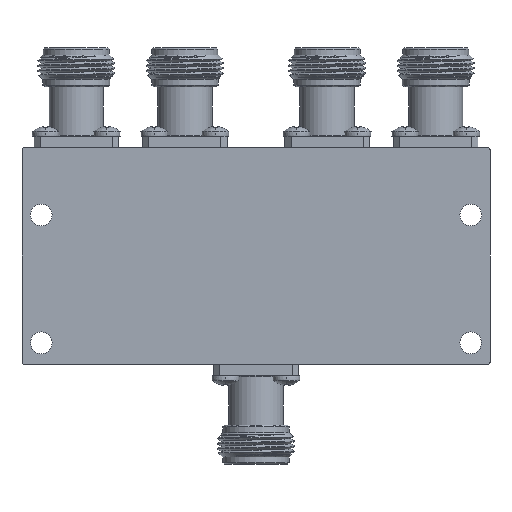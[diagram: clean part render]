
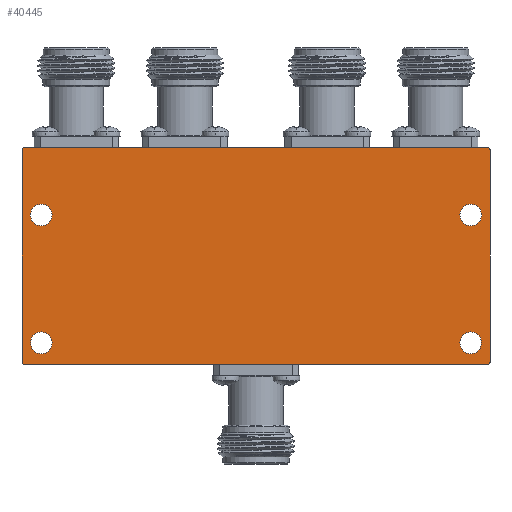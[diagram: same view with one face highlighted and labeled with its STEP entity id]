
A CAD part, front view. The second image highlights one B-rep face of the part: STEP entity #40445.
In plain terms, the highlighted planar face has unit normal (0, -1, 0).
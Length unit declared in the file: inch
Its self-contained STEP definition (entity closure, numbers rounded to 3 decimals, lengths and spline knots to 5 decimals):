
#390 = EDGE_CURVE ( 'NONE', #20671, #23199, #37698, .T. ) ;
#1190 = DIRECTION ( 'NONE',  ( 0., 1., 0. ) ) ;
#1667 = EDGE_CURVE ( 'NONE', #37267, #10282, #6191, .T. ) ;
#2027 = ORIENTED_EDGE ( 'NONE', *, *, #2269, .T. ) ;
#2269 = EDGE_CURVE ( 'NONE', #27376, #39742, #6183, .T. ) ;
#2611 = ORIENTED_EDGE ( 'NONE', *, *, #36328, .T. ) ;
#2674 = LINE ( 'NONE', #6496, #30066 ) ;
#2735 = VERTEX_POINT ( 'NONE', #31858 ) ;
#2913 = CIRCLE ( 'NONE', #25140, 0.08858 ) ;
#3262 = CARTESIAN_POINT ( 'NONE',  ( -1.90945, -0.3937, 0.86583 ) ) ;
#3301 = DIRECTION ( 'NONE',  ( 0., 0., 1. ) ) ;
#4322 = VERTEX_POINT ( 'NONE', #28508 ) ;
#5081 = CARTESIAN_POINT ( 'NONE',  ( -1.90945, -0.3937, 0.86583 ) ) ;
#5390 = CARTESIAN_POINT ( 'NONE',  ( 1.88945, -0.3937, -0.88583 ) ) ;
#5665 = CIRCLE ( 'NONE', #6372, 0.02 ) ;
#5683 = ORIENTED_EDGE ( 'NONE', *, *, #43700, .T. ) ;
#5832 = DIRECTION ( 'NONE',  ( 0., 0., -1. ) ) ;
#5892 = CARTESIAN_POINT ( 'NONE',  ( 1.90945, -0.3937, 0.86583 ) ) ;
#6177 = DIRECTION ( 'NONE',  ( 0., 1., 0. ) ) ;
#6183 = CIRCLE ( 'NONE', #18350, 0.08858 ) ;
#6191 = LINE ( 'NONE', #3262, #9090 ) ;
#6372 = AXIS2_PLACEMENT_3D ( 'NONE', #9927, #27436, #33284 ) ;
#6496 = CARTESIAN_POINT ( 'NONE',  ( 1.90945, -0.3937, 0.86583 ) ) ;
#6582 = FACE_BOUND ( 'NONE', #43716, .T. ) ;
#6761 = ORIENTED_EDGE ( 'NONE', *, *, #39080, .T. ) ;
#6970 = CIRCLE ( 'NONE', #17736, 0.02 ) ;
#7118 = DIRECTION ( 'NONE',  ( 0., 1., 0. ) ) ;
#7676 = ORIENTED_EDGE ( 'NONE', *, *, #8367, .T. ) ;
#7901 = DIRECTION ( 'NONE',  ( 0., 1., 0. ) ) ;
#8367 = EDGE_CURVE ( 'NONE', #25649, #29354, #2913, .T. ) ;
#8712 = DIRECTION ( 'NONE',  ( 0., 0., 1. ) ) ;
#9090 = VECTOR ( 'NONE', #19887, 39.37008 ) ;
#9339 = DIRECTION ( 'NONE',  ( 0., 0., -1. ) ) ;
#9429 = EDGE_LOOP ( 'NONE', ( #2027, #2611 ) ) ;
#9558 = CARTESIAN_POINT ( 'NONE',  ( -1.88945, -0.3937, 0.86583 ) ) ;
#9836 = CARTESIAN_POINT ( 'NONE',  ( -1.75197, -0.3937, 0.42323 ) ) ;
#9927 = CARTESIAN_POINT ( 'NONE',  ( -1.88945, -0.3937, -0.86583 ) ) ;
#10094 = DIRECTION ( 'NONE',  ( 0., 0., 1. ) ) ;
#10282 = VERTEX_POINT ( 'NONE', #5081 ) ;
#10894 = VERTEX_POINT ( 'NONE', #5390 ) ;
#10941 = CIRCLE ( 'NONE', #23175, 0.08858 ) ;
#11060 = DIRECTION ( 'NONE',  ( 0., 0., 1. ) ) ;
#11106 = CARTESIAN_POINT ( 'NONE',  ( 1.75197, -0.3937, -0.79724 ) ) ;
#11484 = CARTESIAN_POINT ( 'NONE',  ( 1.75197, -0.3937, 0.33465 ) ) ;
#12178 = EDGE_CURVE ( 'NONE', #18623, #34149, #15068, .T. ) ;
#13105 = FACE_BOUND ( 'NONE', #36815, .T. ) ;
#13484 = ORIENTED_EDGE ( 'NONE', *, *, #18299, .F. ) ;
#13620 = CARTESIAN_POINT ( 'NONE',  ( -1.75197, -0.3937, 0.24606 ) ) ;
#13622 = EDGE_CURVE ( 'NONE', #10894, #2735, #41976, .T. ) ;
#13955 = DIRECTION ( 'NONE',  ( 0., 0., 1. ) ) ;
#13974 = FACE_BOUND ( 'NONE', #9429, .T. ) ;
#15068 = CIRCLE ( 'NONE', #35859, 0.02 ) ;
#15296 = AXIS2_PLACEMENT_3D ( 'NONE', #11484, #7901, #35501 ) ;
#15472 = CARTESIAN_POINT ( 'NONE',  ( 1.75197, -0.3937, -0.70866 ) ) ;
#15495 = AXIS2_PLACEMENT_3D ( 'NONE', #24069, #17751, #31217 ) ;
#16168 = ORIENTED_EDGE ( 'NONE', *, *, #12178, .F. ) ;
#16468 = CARTESIAN_POINT ( 'NONE',  ( -1.90945, -0.3937, -0.86583 ) ) ;
#16469 = ORIENTED_EDGE ( 'NONE', *, *, #39350, .F. ) ;
#16788 = CARTESIAN_POINT ( 'NONE',  ( 1.75197, -0.3937, -0.70866 ) ) ;
#17291 = CARTESIAN_POINT ( 'NONE',  ( 1.88945, -0.3937, 0.86583 ) ) ;
#17355 = FACE_OUTER_BOUND ( 'NONE', #22849, .T. ) ;
#17736 = AXIS2_PLACEMENT_3D ( 'NONE', #9558, #39422, #9339 ) ;
#17751 = DIRECTION ( 'NONE',  ( 0., 1., 0. ) ) ;
#17916 = ORIENTED_EDGE ( 'NONE', *, *, #13622, .F. ) ;
#18025 = CARTESIAN_POINT ( 'NONE',  ( 1.75197, -0.3937, 0.33465 ) ) ;
#18128 = AXIS2_PLACEMENT_3D ( 'NONE', #26621, #6177, #43209 ) ;
#18299 = EDGE_CURVE ( 'NONE', #10282, #4322, #6970, .T. ) ;
#18350 = AXIS2_PLACEMENT_3D ( 'NONE', #21365, #34603, #13955 ) ;
#18623 = VERTEX_POINT ( 'NONE', #36229 ) ;
#18901 = ORIENTED_EDGE ( 'NONE', *, *, #390, .T. ) ;
#19528 = EDGE_LOOP ( 'NONE', ( #18901, #6761 ) ) ;
#19579 = CIRCLE ( 'NONE', #15296, 0.08858 ) ;
#19887 = DIRECTION ( 'NONE',  ( 0., 0., 1. ) ) ;
#20084 = ORIENTED_EDGE ( 'NONE', *, *, #39653, .T. ) ;
#20671 = VERTEX_POINT ( 'NONE', #11106 ) ;
#21174 = DIRECTION ( 'NONE',  ( 0., 1., 0. ) ) ;
#21365 = CARTESIAN_POINT ( 'NONE',  ( -1.75197, -0.3937, -0.70866 ) ) ;
#21804 = ORIENTED_EDGE ( 'NONE', *, *, #21870, .F. ) ;
#21870 = EDGE_CURVE ( 'NONE', #4322, #18623, #33198, .T. ) ;
#21955 = AXIS2_PLACEMENT_3D ( 'NONE', #15472, #26625, #8712 ) ;
#22334 = CARTESIAN_POINT ( 'NONE',  ( 1.90945, -0.3937, -0.86583 ) ) ;
#22849 = EDGE_LOOP ( 'NONE', ( #13484, #27577, #33209, #17916, #16469, #35485, #16168, #21804 ) ) ;
#23175 = AXIS2_PLACEMENT_3D ( 'NONE', #16788, #7118, #3301 ) ;
#23199 = VERTEX_POINT ( 'NONE', #26419 ) ;
#23363 = CARTESIAN_POINT ( 'NONE',  ( -1.75197, -0.3937, -0.70866 ) ) ;
#24069 = CARTESIAN_POINT ( 'NONE',  ( -1.75197, -0.3937, 0.33465 ) ) ;
#24654 = AXIS2_PLACEMENT_3D ( 'NONE', #31043, #34620, #30609 ) ;
#24716 = CARTESIAN_POINT ( 'NONE',  ( -1.88945, -0.3937, -0.88583 ) ) ;
#24794 = CARTESIAN_POINT ( 'NONE',  ( -1.75197, -0.3937, 0.33465 ) ) ;
#25140 = AXIS2_PLACEMENT_3D ( 'NONE', #24794, #1190, #31523 ) ;
#25649 = VERTEX_POINT ( 'NONE', #13620 ) ;
#25814 = DIRECTION ( 'NONE',  ( 1., 0., 0. ) ) ;
#26027 = CIRCLE ( 'NONE', #18128, 0.02 ) ;
#26409 = VECTOR ( 'NONE', #25814, 39.37008 ) ;
#26419 = CARTESIAN_POINT ( 'NONE',  ( 1.75197, -0.3937, -0.62008 ) ) ;
#26508 = DIRECTION ( 'NONE',  ( 0., 1., 0. ) ) ;
#26621 = CARTESIAN_POINT ( 'NONE',  ( 1.88945, -0.3937, -0.86583 ) ) ;
#26625 = DIRECTION ( 'NONE',  ( 0., 1., 0. ) ) ;
#26734 = EDGE_CURVE ( 'NONE', #34149, #42025, #2674, .T. ) ;
#27376 = VERTEX_POINT ( 'NONE', #37305 ) ;
#27436 = DIRECTION ( 'NONE',  ( 0., 1., 0. ) ) ;
#27577 = ORIENTED_EDGE ( 'NONE', *, *, #1667, .F. ) ;
#28508 = CARTESIAN_POINT ( 'NONE',  ( -1.88945, -0.3937, 0.88583 ) ) ;
#29354 = VERTEX_POINT ( 'NONE', #9836 ) ;
#30016 = AXIS2_PLACEMENT_3D ( 'NONE', #23363, #33677, #10094 ) ;
#30066 = VECTOR ( 'NONE', #5832, 39.37008 ) ;
#30609 = DIRECTION ( 'NONE',  ( 0., 0., -1. ) ) ;
#30826 = CARTESIAN_POINT ( 'NONE',  ( 1.75197, -0.3937, 0.24606 ) ) ;
#31043 = CARTESIAN_POINT ( 'NONE',  ( -1.88945, -0.3937, 0.86583 ) ) ;
#31217 = DIRECTION ( 'NONE',  ( 0., 0., 1. ) ) ;
#31523 = DIRECTION ( 'NONE',  ( 0., 0., 1. ) ) ;
#31547 = VECTOR ( 'NONE', #38824, 39.37008 ) ;
#31858 = CARTESIAN_POINT ( 'NONE',  ( -1.88945, -0.3937, -0.88583 ) ) ;
#33198 = LINE ( 'NONE', #43502, #26409 ) ;
#33209 = ORIENTED_EDGE ( 'NONE', *, *, #34304, .F. ) ;
#33284 = DIRECTION ( 'NONE',  ( 0., 0., -1. ) ) ;
#33677 = DIRECTION ( 'NONE',  ( 0., 1., 0. ) ) ;
#34149 = VERTEX_POINT ( 'NONE', #5892 ) ;
#34304 = EDGE_CURVE ( 'NONE', #2735, #37267, #5665, .T. ) ;
#34603 = DIRECTION ( 'NONE',  ( 0., 1., 0. ) ) ;
#34620 = DIRECTION ( 'NONE',  ( 0., -1., 0. ) ) ;
#34811 = ORIENTED_EDGE ( 'NONE', *, *, #43955, .T. ) ;
#34824 = CIRCLE ( 'NONE', #15495, 0.08858 ) ;
#35485 = ORIENTED_EDGE ( 'NONE', *, *, #26734, .F. ) ;
#35501 = DIRECTION ( 'NONE',  ( 0., 0., 1. ) ) ;
#35673 = VERTEX_POINT ( 'NONE', #30826 ) ;
#35859 = AXIS2_PLACEMENT_3D ( 'NONE', #17291, #26508, #40187 ) ;
#36229 = CARTESIAN_POINT ( 'NONE',  ( 1.88945, -0.3937, 0.88583 ) ) ;
#36328 = EDGE_CURVE ( 'NONE', #39742, #27376, #37883, .T. ) ;
#36610 = CARTESIAN_POINT ( 'NONE',  ( -1.75197, -0.3937, -0.62008 ) ) ;
#36815 = EDGE_LOOP ( 'NONE', ( #5683, #20084 ) ) ;
#36968 = CIRCLE ( 'NONE', #40553, 0.08858 ) ;
#37267 = VERTEX_POINT ( 'NONE', #16468 ) ;
#37305 = CARTESIAN_POINT ( 'NONE',  ( -1.75197, -0.3937, -0.79724 ) ) ;
#37698 = CIRCLE ( 'NONE', #21955, 0.08858 ) ;
#37883 = CIRCLE ( 'NONE', #30016, 0.08858 ) ;
#38824 = DIRECTION ( 'NONE',  ( -1., 0., 0. ) ) ;
#39080 = EDGE_CURVE ( 'NONE', #23199, #20671, #10941, .T. ) ;
#39350 = EDGE_CURVE ( 'NONE', #42025, #10894, #26027, .T. ) ;
#39422 = DIRECTION ( 'NONE',  ( 0., 1., 0. ) ) ;
#39653 = EDGE_CURVE ( 'NONE', #43954, #35673, #19579, .T. ) ;
#39742 = VERTEX_POINT ( 'NONE', #36610 ) ;
#40187 = DIRECTION ( 'NONE',  ( 0., 0., 1. ) ) ;
#40445 = ADVANCED_FACE ( 'NONE', ( #13105, #41350, #17355, #13974, #6582 ), #40698, .T. ) ;
#40553 = AXIS2_PLACEMENT_3D ( 'NONE', #18025, #21174, #11060 ) ;
#40698 = PLANE ( 'NONE',  #24654 ) ;
#40877 = CARTESIAN_POINT ( 'NONE',  ( 1.75197, -0.3937, 0.42323 ) ) ;
#41350 = FACE_BOUND ( 'NONE', #19528, .T. ) ;
#41976 = LINE ( 'NONE', #24716, #31547 ) ;
#42025 = VERTEX_POINT ( 'NONE', #22334 ) ;
#43209 = DIRECTION ( 'NONE',  ( 0., 0., -1. ) ) ;
#43502 = CARTESIAN_POINT ( 'NONE',  ( -1.88945, -0.3937, 0.88583 ) ) ;
#43700 = EDGE_CURVE ( 'NONE', #35673, #43954, #36968, .T. ) ;
#43716 = EDGE_LOOP ( 'NONE', ( #7676, #34811 ) ) ;
#43954 = VERTEX_POINT ( 'NONE', #40877 ) ;
#43955 = EDGE_CURVE ( 'NONE', #29354, #25649, #34824, .T. ) ;
